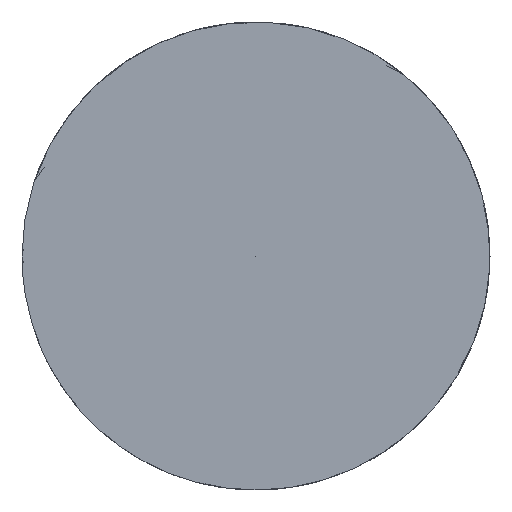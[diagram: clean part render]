
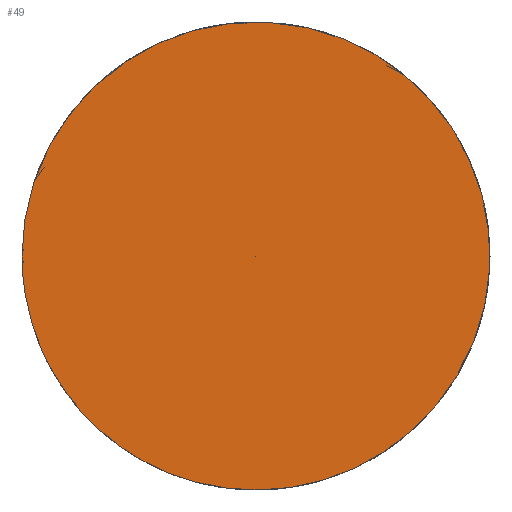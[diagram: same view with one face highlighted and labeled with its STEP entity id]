
A CAD part, left-side view. The second image highlights one B-rep face of the part: STEP entity #49.
In plain terms, the highlighted free-form (B-spline) face has degree [5, 3] with [6, 4] control points.
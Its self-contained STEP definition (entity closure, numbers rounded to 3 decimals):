
#1 = CARTESIAN_POINT ('', (-103., 5., 0.));
#2 = VERTEX_POINT ('', #1);
#3 = CARTESIAN_POINT ('', (-103., 0., 0.));
#4 = VERTEX_POINT ('', #3);
#5 = CARTESIAN_POINT ('', (-103., 5., 0.));
#6 = CARTESIAN_POINT ('', (-103., 3.333, 0.));
#7 = CARTESIAN_POINT ('', (-103., 1.667, 0.));
#8 = CARTESIAN_POINT ('', (-103., 0., 0.));
#9 = B_SPLINE_CURVE_WITH_KNOTS ('', 3, (#5, #6, #7, #8), .UNSPECIFIED., .F., .U., (4, 4), (0., 1.), .UNSPECIFIED.);
#10 = EDGE_CURVE ('', #2, #4, #9, .T.);
#11 = ORIENTED_EDGE ('', *, *, #10, .F.);
#12 = CARTESIAN_POINT ('', (-103., 5., 0.));
#13 = CARTESIAN_POINT ('', (-103., 5., 20.));
#14 = CARTESIAN_POINT ('', (-103., -15., 10.));
#15 = CARTESIAN_POINT ('', (-103., -15., -10.));
#16 = CARTESIAN_POINT ('', (-103., 5., -20.));
#17 = CARTESIAN_POINT ('', (-103., 5., 0.));
#18 = (
   BOUNDED_CURVE ()
   B_SPLINE_CURVE (5, (#12, #13, #14, #15, #16, #17), .UNSPECIFIED., .T., .U.)
   B_SPLINE_CURVE_WITH_KNOTS ((6, 6), (0., 1.), .UNSPECIFIED.)
   CURVE ()
   GEOMETRIC_REPRESENTATION_ITEM ()
   RATIONAL_B_SPLINE_CURVE ((5., 1., 1., 1., 1., 5.))
   REPRESENTATION_ITEM ('')
);
#19 = EDGE_CURVE ('', #2, #2, #18, .T.);
#20 = ORIENTED_EDGE ('', *, *, #19, .T.);
#21 = ORIENTED_EDGE ('', *, *, #10, .T.);
#22 = EDGE_LOOP ('', (#11, #20, #21));
#23 = FACE_OUTER_BOUND ('', #22, .F.);
#24 = CARTESIAN_POINT ('', (-103., 5., 0.));
#25 = CARTESIAN_POINT ('', (-103., 3.333, 0.));
#26 = CARTESIAN_POINT ('', (-103., 1.667, 0.));
#27 = CARTESIAN_POINT ('', (-103., 0., 0.));
#28 = CARTESIAN_POINT ('', (-103., 5., 20.));
#29 = CARTESIAN_POINT ('', (-103., 3.333, 13.333));
#30 = CARTESIAN_POINT ('', (-103., 1.667, 6.667));
#31 = CARTESIAN_POINT ('', (-103., 0., 0.));
#32 = CARTESIAN_POINT ('', (-103., -15., 10.));
#33 = CARTESIAN_POINT ('', (-103., -10., 6.667));
#34 = CARTESIAN_POINT ('', (-103., -5., 3.333));
#35 = CARTESIAN_POINT ('', (-103., 0., 0.));
#36 = CARTESIAN_POINT ('', (-103., -15., -10.));
#37 = CARTESIAN_POINT ('', (-103., -10., -6.667));
#38 = CARTESIAN_POINT ('', (-103., -5., -3.333));
#39 = CARTESIAN_POINT ('', (-103., 0., 0.));
#40 = CARTESIAN_POINT ('', (-103., 5., -20.));
#41 = CARTESIAN_POINT ('', (-103., 3.333, -13.333));
#42 = CARTESIAN_POINT ('', (-103., 1.667, -6.667));
#43 = CARTESIAN_POINT ('', (-103., 0., 0.));
#44 = CARTESIAN_POINT ('', (-103., 5., 0.));
#45 = CARTESIAN_POINT ('', (-103., 3.333, 0.));
#46 = CARTESIAN_POINT ('', (-103., 1.667, 0.));
#47 = CARTESIAN_POINT ('', (-103., 0., 0.));
#48 = (
   BOUNDED_SURFACE ()
   B_SPLINE_SURFACE (5, 3, ((#24, #25, #26, #27), (#28, #29, #30, #31), (#32, #33, #34, #35), (#36, #37, #38, #39), (#40, #41, #42, #43), (#44, #45, #46, #47)), .UNSPECIFIED., .T., .F., .U.)
   B_SPLINE_SURFACE_WITH_KNOTS ((6, 6), (4, 4), (0., 1.), (0., 1.), .UNSPECIFIED.)
   SURFACE ()
   GEOMETRIC_REPRESENTATION_ITEM ()
   RATIONAL_B_SPLINE_SURFACE (((5., 5., 5., 5.), (1., 1., 1., 1.), (1., 1., 1., 1.), (1., 1., 1., 1.), (1., 1., 1., 1.), (5., 5., 5., 5.)))
   REPRESENTATION_ITEM ('')
);
#49 = ADVANCED_FACE ('', (#23), #48, .F.);
